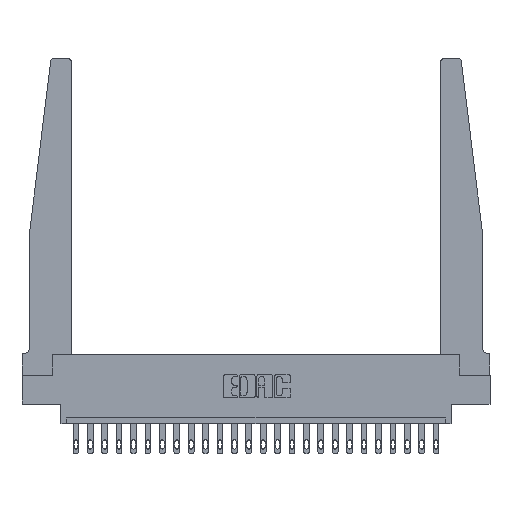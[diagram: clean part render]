
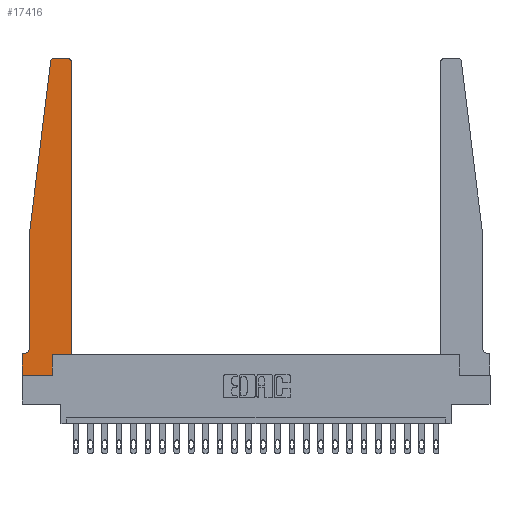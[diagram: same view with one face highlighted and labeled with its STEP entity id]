
A CAD part, top view. The second image highlights one B-rep face of the part: STEP entity #17416.
In plain terms, the highlighted planar face has unit normal (0, 0, 1).
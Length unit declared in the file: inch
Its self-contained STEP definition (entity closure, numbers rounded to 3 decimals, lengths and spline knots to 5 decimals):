
#326 = CARTESIAN_POINT ( 'NONE',  ( 0.065, 1.25, 0.37 ) ) ;
#445 = CARTESIAN_POINT ( 'NONE',  ( 0.015, 0.1875, 0.37 ) ) ;
#602 = VECTOR ( 'NONE', #5143, 39.37008 ) ;
#1252 = VECTOR ( 'NONE', #13639, 39.37008 ) ;
#1580 = FACE_OUTER_BOUND ( 'NONE', #15272, .T. ) ;
#2079 = LINE ( 'NONE', #21133, #17960 ) ;
#2415 = AXIS2_PLACEMENT_3D ( 'NONE', #14111, #6618, #4717 ) ;
#2917 = LINE ( 'NONE', #4698, #1252 ) ;
#3159 = AXIS2_PLACEMENT_3D ( 'NONE', #19168, #11665, #10004 ) ;
#3321 = VERTEX_POINT ( 'NONE', #18924 ) ;
#3554 = CIRCLE ( 'NONE', #2415, 0.03 ) ;
#3648 = VERTEX_POINT ( 'NONE', #445 ) ;
#3818 = CARTESIAN_POINT ( 'NONE',  ( 0.24675, 2.72367, 0.37 ) ) ;
#3994 = VECTOR ( 'NONE', #16738, 39.37008 ) ;
#4001 = ORIENTED_EDGE ( 'NONE', *, *, #14791, .T. ) ;
#4209 = EDGE_CURVE ( 'NONE', #16989, #15284, #15167, .T. ) ;
#4328 = VERTEX_POINT ( 'NONE', #21255 ) ;
#4598 = LINE ( 'NONE', #13297, #22188 ) ;
#4698 = CARTESIAN_POINT ( 'NONE',  ( 0.065, 1.25, 0.37 ) ) ;
#4717 = DIRECTION ( 'NONE',  ( 1., 0., 0. ) ) ;
#4797 = CARTESIAN_POINT ( 'NONE',  ( 0.065, 0.2375, 0.37 ) ) ;
#4832 = VERTEX_POINT ( 'NONE', #5100 ) ;
#5100 = CARTESIAN_POINT ( 'NONE',  ( 0.2605, 0., 0.37 ) ) ;
#5143 = DIRECTION ( 'NONE',  ( -1., 0., 0. ) ) ;
#5257 = CARTESIAN_POINT ( 'NONE',  ( 0.065, 0.1875, 0.37 ) ) ;
#5332 = VECTOR ( 'NONE', #16959, 39.37008 ) ;
#5503 = CARTESIAN_POINT ( 'NONE',  ( 0.395, 2.75, 0.37 ) ) ;
#5683 = CARTESIAN_POINT ( 'NONE',  ( 0.065, 1.25, 0.37 ) ) ;
#5940 = VECTOR ( 'NONE', #14561, 39.37008 ) ;
#6618 = DIRECTION ( 'NONE',  ( 0., 0., 1. ) ) ;
#6771 = EDGE_CURVE ( 'NONE', #23550, #17240, #2917, .T. ) ;
#8194 = EDGE_CURVE ( 'NONE', #8383, #4328, #2079, .T. ) ;
#8383 = VERTEX_POINT ( 'NONE', #5503 ) ;
#8496 = VERTEX_POINT ( 'NONE', #3818 ) ;
#8930 = EDGE_CURVE ( 'NONE', #15284, #8383, #13425, .T. ) ;
#8933 = DIRECTION ( 'NONE',  ( -1., 0., 0. ) ) ;
#9289 = EDGE_CURVE ( 'NONE', #3321, #4832, #4598, .T. ) ;
#10004 = DIRECTION ( 'NONE',  ( 1., 0., 0. ) ) ;
#10147 = CIRCLE ( 'NONE', #21176, 0.05 ) ;
#10182 = ORIENTED_EDGE ( 'NONE', *, *, #8930, .T. ) ;
#10650 = PLANE ( 'NONE',  #18726 ) ;
#10676 = CARTESIAN_POINT ( 'NONE',  ( 0.425, 0.18, 0.37 ) ) ;
#10804 = ORIENTED_EDGE ( 'NONE', *, *, #12240, .T. ) ;
#11312 = VERTEX_POINT ( 'NONE', #22399 ) ;
#11484 = CARTESIAN_POINT ( 'NONE',  ( 0., 0., 0.37 ) ) ;
#11597 = ORIENTED_EDGE ( 'NONE', *, *, #12267, .T. ) ;
#11665 = DIRECTION ( 'NONE',  ( 0., 0., 1. ) ) ;
#12137 = EDGE_CURVE ( 'NONE', #8496, #23550, #19088, .T. ) ;
#12240 = EDGE_CURVE ( 'NONE', #15030, #16989, #14419, .T. ) ;
#12267 = EDGE_CURVE ( 'NONE', #3648, #11312, #23386, .T. ) ;
#12424 = ORIENTED_EDGE ( 'NONE', *, *, #9289, .T. ) ;
#12487 = ORIENTED_EDGE ( 'NONE', *, *, #14982, .T. ) ;
#12851 = CARTESIAN_POINT ( 'NONE',  ( 0.2605, 0.18, 0.37 ) ) ;
#13132 = LINE ( 'NONE', #18377, #5940 ) ;
#13297 = CARTESIAN_POINT ( 'NONE',  ( 0., 0., 0.37 ) ) ;
#13417 = DIRECTION ( 'NONE',  ( 1., 0., 0. ) ) ;
#13425 = CIRCLE ( 'NONE', #3159, 0.03 ) ;
#13536 = VECTOR ( 'NONE', #17200, 39.37008 ) ;
#13639 = DIRECTION ( 'NONE',  ( 0., -1., 0. ) ) ;
#14056 = ORIENTED_EDGE ( 'NONE', *, *, #4209, .T. ) ;
#14075 = DIRECTION ( 'NONE',  ( 0., 0., 1. ) ) ;
#14111 = CARTESIAN_POINT ( 'NONE',  ( 0.27653, 2.72, 0.37 ) ) ;
#14419 = LINE ( 'NONE', #17773, #15433 ) ;
#14561 = DIRECTION ( 'NONE',  ( 0., 1., 0. ) ) ;
#14620 = CARTESIAN_POINT ( 'NONE',  ( 0.015, 0.2375, 0.37 ) ) ;
#14791 = EDGE_CURVE ( 'NONE', #4832, #15030, #13132, .T. ) ;
#14982 = EDGE_CURVE ( 'NONE', #17240, #3648, #10147, .T. ) ;
#15030 = VERTEX_POINT ( 'NONE', #12851 ) ;
#15167 = LINE ( 'NONE', #22566, #5332 ) ;
#15272 = EDGE_LOOP ( 'NONE', ( #20649, #21920, #19889, #21462, #12487, #11597, #20249, #12424, #4001, #10804, #14056, #10182 ) ) ;
#15284 = VERTEX_POINT ( 'NONE', #22732 ) ;
#15433 = VECTOR ( 'NONE', #21240, 39.37008 ) ;
#16738 = DIRECTION ( 'NONE',  ( -0.122, -0.992, 0. ) ) ;
#16959 = DIRECTION ( 'NONE',  ( 0., 1., 0. ) ) ;
#16989 = VERTEX_POINT ( 'NONE', #10676 ) ;
#17200 = DIRECTION ( 'NONE',  ( 0., -1., 0. ) ) ;
#17240 = VERTEX_POINT ( 'NONE', #4797 ) ;
#17416 = ADVANCED_FACE ( 'NONE', ( #1580 ), #10650, .T. ) ;
#17773 = CARTESIAN_POINT ( 'NONE',  ( 0.425, 0.18, 0.37 ) ) ;
#17960 = VECTOR ( 'NONE', #22800, 39.37008 ) ;
#18377 = CARTESIAN_POINT ( 'NONE',  ( 0.2605, 0.18, 0.37 ) ) ;
#18726 = AXIS2_PLACEMENT_3D ( 'NONE', #21474, #14075, #19570 ) ;
#18924 = CARTESIAN_POINT ( 'NONE',  ( 0., 0., 0.37 ) ) ;
#18992 = LINE ( 'NONE', #11484, #13536 ) ;
#19068 = EDGE_CURVE ( 'NONE', #4328, #8496, #3554, .T. ) ;
#19088 = LINE ( 'NONE', #326, #3994 ) ;
#19168 = CARTESIAN_POINT ( 'NONE',  ( 0.395, 2.72, 0.37 ) ) ;
#19570 = DIRECTION ( 'NONE',  ( 1., 0., 0. ) ) ;
#19761 = DIRECTION ( 'NONE',  ( 0., 0., -1. ) ) ;
#19889 = ORIENTED_EDGE ( 'NONE', *, *, #12137, .T. ) ;
#20249 = ORIENTED_EDGE ( 'NONE', *, *, #22826, .T. ) ;
#20649 = ORIENTED_EDGE ( 'NONE', *, *, #8194, .T. ) ;
#21133 = CARTESIAN_POINT ( 'NONE',  ( 0.25, 2.75, 0.37 ) ) ;
#21176 = AXIS2_PLACEMENT_3D ( 'NONE', #14620, #19761, #8933 ) ;
#21240 = DIRECTION ( 'NONE',  ( 1., 0., 0. ) ) ;
#21255 = CARTESIAN_POINT ( 'NONE',  ( 0.27653, 2.75, 0.37 ) ) ;
#21462 = ORIENTED_EDGE ( 'NONE', *, *, #6771, .T. ) ;
#21474 = CARTESIAN_POINT ( 'NONE',  ( 0., 0.1875, 0.37 ) ) ;
#21920 = ORIENTED_EDGE ( 'NONE', *, *, #19068, .T. ) ;
#22188 = VECTOR ( 'NONE', #13417, 39.37008 ) ;
#22399 = CARTESIAN_POINT ( 'NONE',  ( 0., 0.1875, 0.37 ) ) ;
#22566 = CARTESIAN_POINT ( 'NONE',  ( 0.425, 0.18, 0.37 ) ) ;
#22732 = CARTESIAN_POINT ( 'NONE',  ( 0.425, 2.72, 0.37 ) ) ;
#22800 = DIRECTION ( 'NONE',  ( -1., 0., 0. ) ) ;
#22826 = EDGE_CURVE ( 'NONE', #11312, #3321, #18992, .T. ) ;
#23386 = LINE ( 'NONE', #5257, #602 ) ;
#23550 = VERTEX_POINT ( 'NONE', #5683 ) ;
